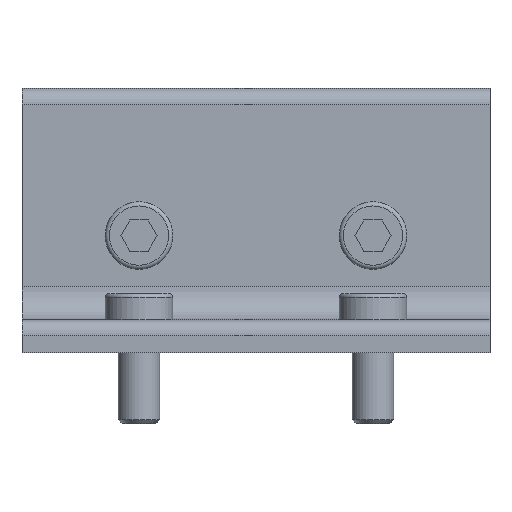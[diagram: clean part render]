
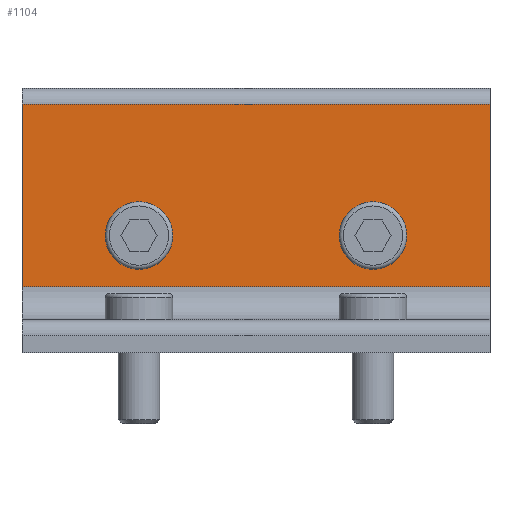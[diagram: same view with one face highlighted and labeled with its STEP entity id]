
A CAD part, front view. The second image highlights one B-rep face of the part: STEP entity #1104.
In plain terms, the highlighted planar face has unit normal (0, -1, 0).
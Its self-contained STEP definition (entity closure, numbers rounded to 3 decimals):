
#32=FACE_BOUND('',#172,.T.);
#33=FACE_BOUND('',#173,.T.);
#48=PLANE('',#1189);
#100=FACE_OUTER_BOUND('',#171,.T.);
#171=EDGE_LOOP('',(#791,#792,#793,#794));
#172=EDGE_LOOP('',(#795));
#173=EDGE_LOOP('',(#796));
#258=LINE('',#1667,#367);
#259=LINE('',#1669,#368);
#260=LINE('',#1671,#369);
#261=LINE('',#1672,#370);
#367=VECTOR('',#1326,1.);
#368=VECTOR('',#1327,1.);
#369=VECTOR('',#1328,1.);
#370=VECTOR('',#1329,1.);
#473=CIRCLE('',#1179,4.5);
#475=CIRCLE('',#1182,4.5);
#519=VERTEX_POINT('',#1643);
#521=VERTEX_POINT('',#1649);
#526=VERTEX_POINT('',#1665);
#527=VERTEX_POINT('',#1666);
#528=VERTEX_POINT('',#1668);
#529=VERTEX_POINT('',#1670);
#622=EDGE_CURVE('',#519,#519,#473,.T.);
#625=EDGE_CURVE('',#521,#521,#475,.T.);
#632=EDGE_CURVE('',#526,#527,#258,.T.);
#633=EDGE_CURVE('',#526,#528,#259,.T.);
#634=EDGE_CURVE('',#529,#528,#260,.T.);
#635=EDGE_CURVE('',#527,#529,#261,.T.);
#791=ORIENTED_EDGE('',*,*,#632,.F.);
#792=ORIENTED_EDGE('',*,*,#633,.T.);
#793=ORIENTED_EDGE('',*,*,#634,.F.);
#794=ORIENTED_EDGE('',*,*,#635,.F.);
#795=ORIENTED_EDGE('',*,*,#622,.T.);
#796=ORIENTED_EDGE('',*,*,#625,.T.);
#1104=ADVANCED_FACE('',(#100,#32,#33),#48,.T.);
#1179=AXIS2_PLACEMENT_3D('',#1645,#1301,#1302);
#1182=AXIS2_PLACEMENT_3D('',#1651,#1308,#1309);
#1189=AXIS2_PLACEMENT_3D('',#1664,#1324,#1325);
#1301=DIRECTION('center_axis',(0.,1.,0.));
#1302=DIRECTION('ref_axis',(-1.,0.,0.));
#1308=DIRECTION('center_axis',(0.,1.,0.));
#1309=DIRECTION('ref_axis',(-1.,0.,0.));
#1324=DIRECTION('center_axis',(0.,-1.,0.));
#1325=DIRECTION('ref_axis',(0.,0.,1.));
#1326=DIRECTION('',(0.,0.,-1.));
#1327=DIRECTION('',(-1.,0.,0.));
#1328=DIRECTION('',(0.,0.,1.));
#1329=DIRECTION('',(-1.,0.,0.));
#1643=CARTESIAN_POINT('',(-18.,-6.35,22.5));
#1645=CARTESIAN_POINT('Origin',(-22.5,-6.35,22.5));
#1649=CARTESIAN_POINT('',(27.,-6.35,22.5));
#1651=CARTESIAN_POINT('Origin',(22.5,-6.35,22.5));
#1664=CARTESIAN_POINT('Origin',(45.,-6.35,12.7));
#1665=CARTESIAN_POINT('',(45.,-6.35,47.752));
#1666=CARTESIAN_POINT('',(45.,-6.35,12.7));
#1667=CARTESIAN_POINT('',(45.,-6.35,47.752));
#1668=CARTESIAN_POINT('',(-45.,-6.35,47.752));
#1669=CARTESIAN_POINT('',(45.,-6.35,47.752));
#1670=CARTESIAN_POINT('',(-45.,-6.35,12.7));
#1671=CARTESIAN_POINT('',(-45.,-6.35,47.752));
#1672=CARTESIAN_POINT('',(45.,-6.35,12.7));
